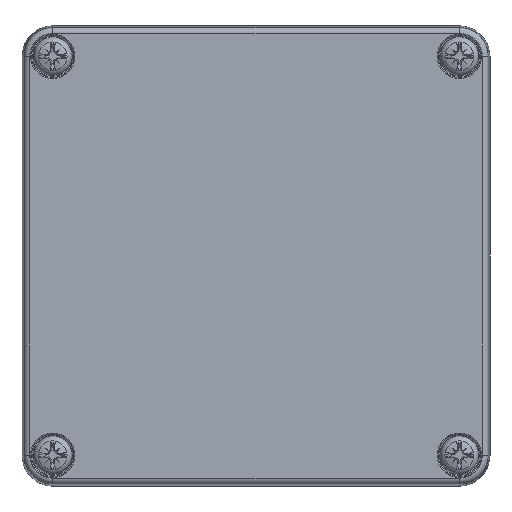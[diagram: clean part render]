
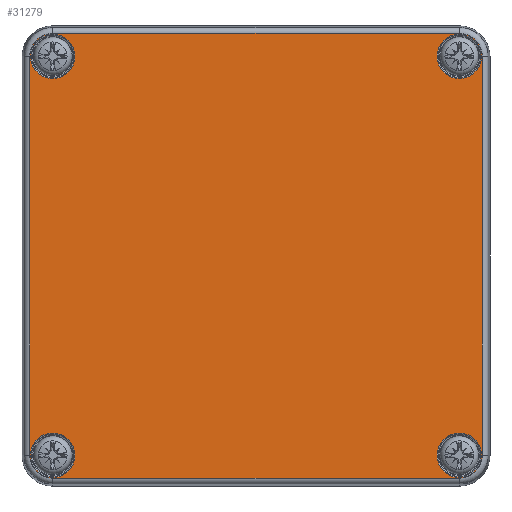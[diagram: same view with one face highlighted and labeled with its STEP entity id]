
A CAD part, top view. The second image highlights one B-rep face of the part: STEP entity #31279.
In plain terms, the highlighted planar face has unit normal (0, 0, 1).
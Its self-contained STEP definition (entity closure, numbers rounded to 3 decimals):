
#30858=CARTESIAN_POINT('',(-53.,-57.976,31.5));
#30859=VERTEX_POINT('',#30858);
#30867=CARTESIAN_POINT('',(-58.976,-52.,31.5));
#30868=VERTEX_POINT('',#30867);
#30869=CARTESIAN_POINT('',(-53.,-52.,31.5));
#30870=DIRECTION('',(0.0,0.0,-1.0));
#30871=DIRECTION('',(-0.707,-0.707,0.0));
#30872=AXIS2_PLACEMENT_3D('',#30869,#30870,#30871);
#30873=CIRCLE('',#30872,5.976);
#30874=EDGE_CURVE('',#30859,#30868,#30873,.T.);
#30900=CARTESIAN_POINT('',(-58.976,52.,31.5));
#30901=VERTEX_POINT('',#30900);
#30918=CARTESIAN_POINT('',(-58.976,-52.,31.5));
#30919=DIRECTION('',(0.0,1.0,0.0));
#30920=VECTOR('',#30919,104.);
#30921=LINE('',#30918,#30920);
#30922=EDGE_CURVE('',#30868,#30901,#30921,.T.);
#30932=CARTESIAN_POINT('',(-53.,57.976,31.5));
#30933=VERTEX_POINT('',#30932);
#30951=CARTESIAN_POINT('',(-53.,52.,31.5));
#30952=DIRECTION('',(0.0,0.0,-1.0));
#30953=DIRECTION('',(-0.707,0.707,0.0));
#30954=AXIS2_PLACEMENT_3D('',#30951,#30952,#30953);
#30955=CIRCLE('',#30954,5.976);
#30956=EDGE_CURVE('',#30901,#30933,#30955,.T.);
#30966=CARTESIAN_POINT('',(53.,57.976,31.5));
#30967=VERTEX_POINT('',#30966);
#30984=CARTESIAN_POINT('',(-53.,57.976,31.5));
#30985=DIRECTION('',(1.0,0.0,0.0));
#30986=VECTOR('',#30985,106.);
#30987=LINE('',#30984,#30986);
#30988=EDGE_CURVE('',#30933,#30967,#30987,.T.);
#30998=CARTESIAN_POINT('',(58.976,52.,31.5));
#30999=VERTEX_POINT('',#30998);
#31017=CARTESIAN_POINT('',(53.,52.,31.5));
#31018=DIRECTION('',(0.0,0.0,-1.0));
#31019=DIRECTION('',(0.707,0.707,0.0));
#31020=AXIS2_PLACEMENT_3D('',#31017,#31018,#31019);
#31021=CIRCLE('',#31020,5.976);
#31022=EDGE_CURVE('',#30967,#30999,#31021,.T.);
#31032=CARTESIAN_POINT('',(58.976,-52.,31.5));
#31033=VERTEX_POINT('',#31032);
#31050=CARTESIAN_POINT('',(58.976,52.,31.5));
#31051=DIRECTION('',(0.0,-1.0,0.0));
#31052=VECTOR('',#31051,104.);
#31053=LINE('',#31050,#31052);
#31054=EDGE_CURVE('',#30999,#31033,#31053,.T.);
#31064=CARTESIAN_POINT('',(53.,-57.976,31.5));
#31065=VERTEX_POINT('',#31064);
#31083=CARTESIAN_POINT('',(53.,-52.,31.5));
#31084=DIRECTION('',(0.0,0.0,-1.0));
#31085=DIRECTION('',(0.707,-0.707,0.0));
#31086=AXIS2_PLACEMENT_3D('',#31083,#31084,#31085);
#31087=CIRCLE('',#31086,5.976);
#31088=EDGE_CURVE('',#31033,#31065,#31087,.T.);
#31106=CARTESIAN_POINT('',(53.,-57.976,31.5));
#31107=DIRECTION('',(-1.0,0.0,0.0));
#31108=VECTOR('',#31107,106.);
#31109=LINE('',#31106,#31108);
#31110=EDGE_CURVE('',#31065,#30859,#31109,.T.);
#31220=CARTESIAN_POINT('',(0.,0.,31.5));
#31221=DIRECTION('',(0.0,0.0,1.0));
#31222=DIRECTION('',(1.0,0.0,0.0));
#31223=AXIS2_PLACEMENT_3D('',#31220,#31221,#31222);
#31224=PLANE('',#31223);
#31225=ORIENTED_EDGE('',*,*,#30874,.F.);
#31226=ORIENTED_EDGE('',*,*,#31110,.F.);
#31227=ORIENTED_EDGE('',*,*,#31088,.F.);
#31228=ORIENTED_EDGE('',*,*,#31054,.F.);
#31229=ORIENTED_EDGE('',*,*,#31022,.F.);
#31230=ORIENTED_EDGE('',*,*,#30988,.F.);
#31231=ORIENTED_EDGE('',*,*,#30956,.F.);
#31232=ORIENTED_EDGE('',*,*,#30922,.F.);
#31233=EDGE_LOOP('',(#31225,#31226,#31227,#31228,#31229,#31230,#31231,#31232));
#31234=FACE_OUTER_BOUND('',#31233,.T.);
#31235=CARTESIAN_POINT('',(-47.2,-52.,31.5));
#31236=VERTEX_POINT('',#31235);
#31237=CARTESIAN_POINT('',(-53.0,-52.,31.5));
#31238=DIRECTION('',(0.0,0.0,1.0));
#31239=DIRECTION('',(-1.0,0.0,0.0));
#31240=AXIS2_PLACEMENT_3D('',#31237,#31238,#31239);
#31241=CIRCLE('',#31240,5.8);
#31242=EDGE_CURVE('',#31236,#31236,#31241,.T.);
#31243=ORIENTED_EDGE('',*,*,#31242,.F.);
#31244=EDGE_LOOP('',(#31243));
#31245=FACE_BOUND('',#31244,.T.);
#31246=CARTESIAN_POINT('',(58.8,52.,31.5));
#31247=VERTEX_POINT('',#31246);
#31248=CARTESIAN_POINT('',(53.,52.,31.5));
#31249=DIRECTION('',(0.0,0.0,1.0));
#31250=DIRECTION('',(-1.0,0.0,0.0));
#31251=AXIS2_PLACEMENT_3D('',#31248,#31249,#31250);
#31252=CIRCLE('',#31251,5.8);
#31253=EDGE_CURVE('',#31247,#31247,#31252,.T.);
#31254=ORIENTED_EDGE('',*,*,#31253,.F.);
#31255=EDGE_LOOP('',(#31254));
#31256=FACE_BOUND('',#31255,.T.);
#31257=CARTESIAN_POINT('',(-47.2,52.,31.5));
#31258=VERTEX_POINT('',#31257);
#31259=CARTESIAN_POINT('',(-53.,52.,31.5));
#31260=DIRECTION('',(0.0,0.0,1.0));
#31261=DIRECTION('',(-1.0,0.0,0.0));
#31262=AXIS2_PLACEMENT_3D('',#31259,#31260,#31261);
#31263=CIRCLE('',#31262,5.8);
#31264=EDGE_CURVE('',#31258,#31258,#31263,.T.);
#31265=ORIENTED_EDGE('',*,*,#31264,.F.);
#31266=EDGE_LOOP('',(#31265));
#31267=FACE_BOUND('',#31266,.T.);
#31268=CARTESIAN_POINT('',(58.8,-52.,31.5));
#31269=VERTEX_POINT('',#31268);
#31270=CARTESIAN_POINT('',(53.,-52.,31.5));
#31271=DIRECTION('',(0.0,0.0,1.0));
#31272=DIRECTION('',(-1.0,0.0,0.0));
#31273=AXIS2_PLACEMENT_3D('',#31270,#31271,#31272);
#31274=CIRCLE('',#31273,5.8);
#31275=EDGE_CURVE('',#31269,#31269,#31274,.T.);
#31276=ORIENTED_EDGE('',*,*,#31275,.F.);
#31277=EDGE_LOOP('',(#31276));
#31278=FACE_BOUND('',#31277,.T.);
#31279=ADVANCED_FACE('',(#31234,#31245,#31256,#31267,#31278),#31224,.T.);
